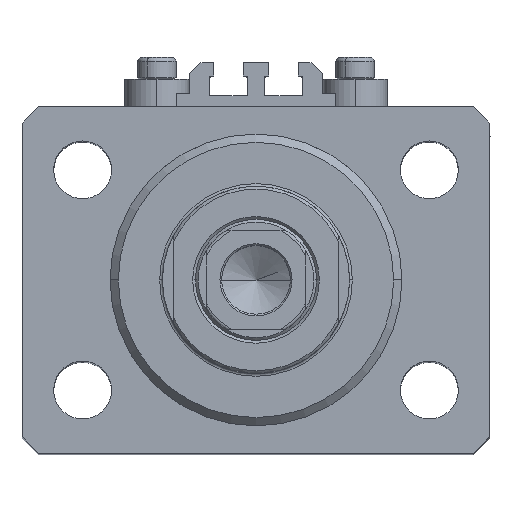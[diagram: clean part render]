
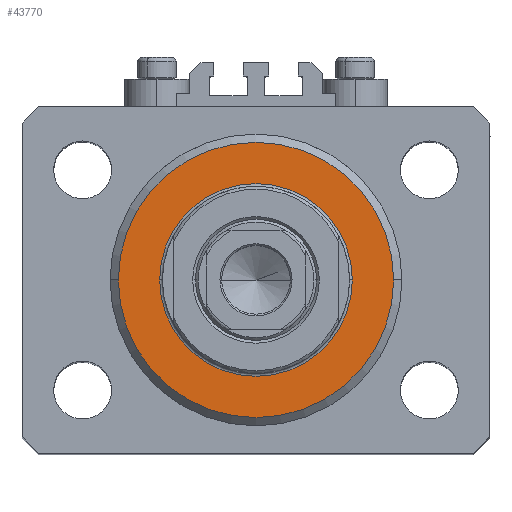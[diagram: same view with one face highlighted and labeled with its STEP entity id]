
A CAD part, top view. The second image highlights one B-rep face of the part: STEP entity #43770.
In plain terms, the highlighted face is planar.
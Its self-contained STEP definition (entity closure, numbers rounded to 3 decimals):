
#156 = EDGE_LOOP ( 'NONE', ( #28868, #26469 ) ) ;
#302 = CARTESIAN_POINT ( 'NONE',  ( 0., 0., 0. ) ) ;
#882 = CARTESIAN_POINT ( 'NONE',  ( 25., 0., 0. ) ) ;
#2138 = AXIS2_PLACEMENT_3D ( 'NONE', #13719, #28316, #10129 ) ;
#2483 = CIRCLE ( 'NONE', #14687, 25. ) ;
#5909 = ORIENTED_EDGE ( 'NONE', *, *, #29905, .T. ) ;
#6390 = CARTESIAN_POINT ( 'NONE',  ( 17.5, 0., 0. ) ) ;
#7524 = CIRCLE ( 'NONE', #34245, 17.5 ) ;
#9580 = CIRCLE ( 'NONE', #29452, 17.5 ) ;
#10129 = DIRECTION ( 'NONE',  ( 1., 0., 0. ) ) ;
#11112 = CARTESIAN_POINT ( 'NONE',  ( -17.5, 0., 0. ) ) ;
#12092 = EDGE_CURVE ( 'NONE', #13120, #36494, #7524, .T. ) ;
#12119 = VERTEX_POINT ( 'NONE', #882 ) ;
#12550 = CARTESIAN_POINT ( 'NONE',  ( -25., 0., 0. ) ) ;
#13120 = VERTEX_POINT ( 'NONE', #11112 ) ;
#13719 = CARTESIAN_POINT ( 'NONE',  ( 0., 0., 0. ) ) ;
#14634 = DIRECTION ( 'NONE',  ( 1., 0., 0. ) ) ;
#14687 = AXIS2_PLACEMENT_3D ( 'NONE', #33688, #34162, #41127 ) ;
#14739 = DIRECTION ( 'NONE',  ( 0., 0., 1. ) ) ;
#16329 = AXIS2_PLACEMENT_3D ( 'NONE', #47008, #29028, #47245 ) ;
#16587 = ORIENTED_EDGE ( 'NONE', *, *, #23572, .T. ) ;
#18334 = CARTESIAN_POINT ( 'NONE',  ( 0., 0., 0. ) ) ;
#21569 = DIRECTION ( 'NONE',  ( 0., 0., 1. ) ) ;
#23572 = EDGE_CURVE ( 'NONE', #23993, #12119, #2483, .T. ) ;
#23993 = VERTEX_POINT ( 'NONE', #12550 ) ;
#26469 = ORIENTED_EDGE ( 'NONE', *, *, #12092, .T. ) ;
#28316 = DIRECTION ( 'NONE',  ( 0., 0., 1. ) ) ;
#28868 = ORIENTED_EDGE ( 'NONE', *, *, #34609, .T. ) ;
#29028 = DIRECTION ( 'NONE',  ( 0., 0., -1. ) ) ;
#29347 = DIRECTION ( 'NONE',  ( 1., 0., 0. ) ) ;
#29452 = AXIS2_PLACEMENT_3D ( 'NONE', #302, #21569, #14634 ) ;
#29905 = EDGE_CURVE ( 'NONE', #12119, #23993, #31602, .T. ) ;
#31602 = CIRCLE ( 'NONE', #16329, 25. ) ;
#33688 = CARTESIAN_POINT ( 'NONE',  ( 0., 0., 0. ) ) ;
#34162 = DIRECTION ( 'NONE',  ( 0., 0., -1. ) ) ;
#34245 = AXIS2_PLACEMENT_3D ( 'NONE', #18334, #14739, #29347 ) ;
#34609 = EDGE_CURVE ( 'NONE', #36494, #13120, #9580, .T. ) ;
#35149 = EDGE_LOOP ( 'NONE', ( #5909, #16587 ) ) ;
#35494 = FACE_BOUND ( 'NONE', #156, .T. ) ;
#36494 = VERTEX_POINT ( 'NONE', #6390 ) ;
#39571 = FACE_OUTER_BOUND ( 'NONE', #35149, .T. ) ;
#41127 = DIRECTION ( 'NONE',  ( 1., 0., 0. ) ) ;
#43770 = ADVANCED_FACE ( 'NONE', ( #35494, #39571 ), #46534, .F. ) ;
#46534 = PLANE ( 'NONE',  #2138 ) ;
#47008 = CARTESIAN_POINT ( 'NONE',  ( 0., 0., 0. ) ) ;
#47245 = DIRECTION ( 'NONE',  ( 1., 0., 0. ) ) ;
